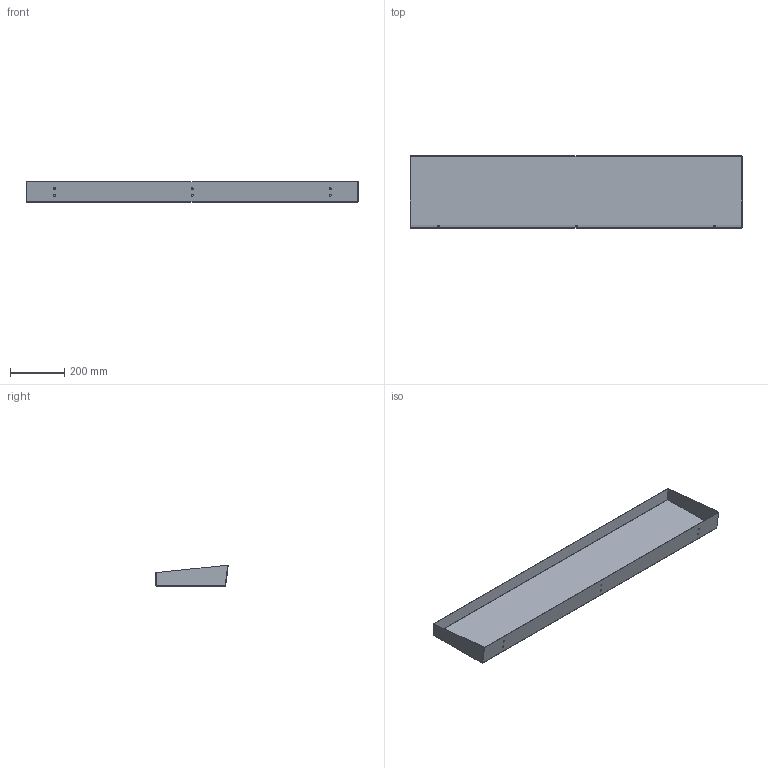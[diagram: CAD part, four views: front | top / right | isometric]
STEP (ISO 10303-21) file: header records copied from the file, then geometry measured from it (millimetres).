
FILE_DESCRIPTION(/* description */ ('CONSOLE,CS,WRITING DESK'),/* implementation_level */ '2;1');
FILE_NAME(/* name */ 'WC1248W.stp',/* time_stamp */ '2017-06-26T10:58:49-05:00',/* author */ ('wford'),/* organization */ (''),/* preprocessor_version */ 'ST-DEVELOPER v16.1',/* originating_system */ 'Autodesk Inventor 2016',/* authorisation */ '');
FILE_SCHEMA (('AUTOMOTIVE_DESIGN { 1 0 10303 214 3 1 1 }'));
Length unit declared in the file: inch
Products named in the file (3): WC1248WBKP; WC12WS; WC12W
Assembly tree (3 placements, depth 2):
  WC12W
    WC1248WBKP
    WC12WS  x2
Bounding box: 1222.38 x 266.22 x 76.2 mm (x, y, z)
Volume: 928922.7 mm3; surface area: 997068 mm2
Topology: 3 solids, 3 shells, 42 faces, 92 edges, 56 vertices
Faces by surface type: plane 32, cylinder 10
Full cylindrical faces by diameter (mm): 6.35 x6
Entity records: 1040 total; most frequent: DIRECTION 173, CARTESIAN_POINT 158, ORIENTED_EDGE 142, EDGE_CURVE 71, AXIS2_PLACEMENT_3D 61, EDGE_LOOP 53, LINE 51, VECTOR 51
